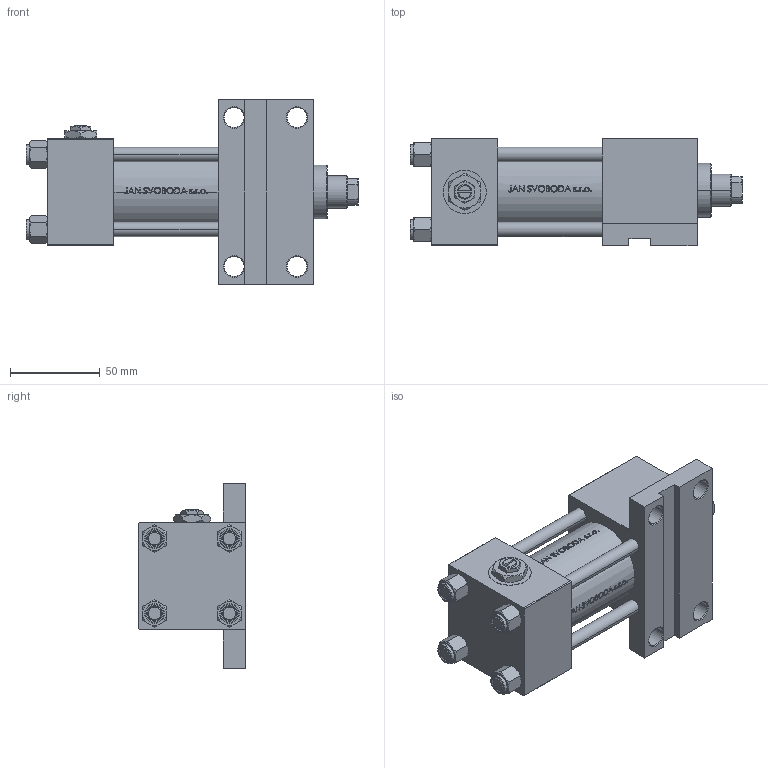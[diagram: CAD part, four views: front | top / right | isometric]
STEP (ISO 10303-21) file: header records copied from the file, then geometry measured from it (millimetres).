
FILE_DESCRIPTION (( 'STEP AP203' ), '1' );
FILE_NAME ('6cfb.STEP', '2023-08-23T07:15:56', ( '' ), ( '' ), 'SwSTEP 2.0', 'SolidWorks 2019', '' );
FILE_SCHEMA (( 'CONFIG_CONTROL_DESIGN' ));
Length unit declared in the file: millimetre
Products named in the file (7): V215CR_F_Body 191d4edd657fa97eca1e9ab08d0b037b; 6cfb; Zatka_pro_OIL_PORT 191d4edd657fa97eca1e9ab08d0b037b; V215CR_F_TYCINKA 191d4edd657fa97eca1e9ab08d0b037b; NUT_M5_F 191d4edd657fa97eca1e9ab08d0b037b; V215CR_VCP_F 191d4edd657fa97eca1e9ab08d0b037b; V215_VC_A 191d4edd657fa97eca1e9ab08d0b037b
Assembly tree (12 placements, depth 2):
  6cfb
    V215CR_F_Body 191d4edd657fa97eca1e9ab08d0b037b
    V215CR_VCP_F 191d4edd657fa97eca1e9ab08d0b037b
    V215CR_F_TYCINKA 191d4edd657fa97eca1e9ab08d0b037b  x4
    NUT_M5_F 191d4edd657fa97eca1e9ab08d0b037b  x4
    V215_VC_A 191d4edd657fa97eca1e9ab08d0b037b
    Zatka_pro_OIL_PORT 191d4edd657fa97eca1e9ab08d0b037b
Bounding box: 185 x 60 x 103 mm (x, y, z)
Volume: 421523.3 mm3; surface area: 113488.6 mm2
Topology: 12 solids, 12 shells, 1167 faces, 2964 edges, 1914 vertices
Faces by surface type: plane 460, bspline 380, cone 174, cylinder 145, torus 8
Entity records: 50326 total; most frequent: CARTESIAN_POINT 26734, ORIENTED_EDGE 5420, DIRECTION 3409, EDGE_CURVE 2710, VERTEX_POINT 1770, LINE 1359, VECTOR 1359, EDGE_LOOP 1162
